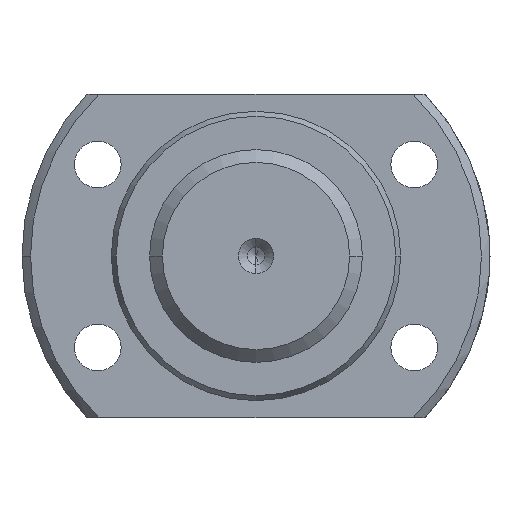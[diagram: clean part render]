
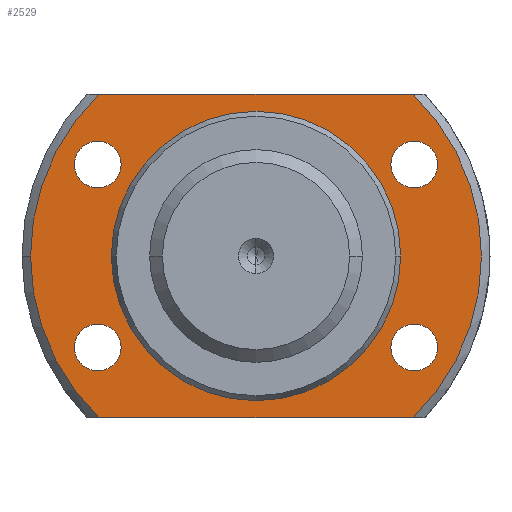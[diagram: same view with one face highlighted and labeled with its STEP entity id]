
A CAD part, left-side view. The second image highlights one B-rep face of the part: STEP entity #2529.
In plain terms, the highlighted planar face has unit normal (-1, 0, 0).
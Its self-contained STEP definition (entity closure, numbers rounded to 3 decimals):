
#32 = CIRCLE ( 'NONE', #1362, 2.75 ) ;
#47 = CIRCLE ( 'NONE', #1059, 26.5 ) ;
#130 = CARTESIAN_POINT ( 'NONE',  ( 12.5, -17., 19. ) ) ;
#156 = CARTESIAN_POINT ( 'NONE',  ( 12.5, -18.6, 10.75 ) ) ;
#179 = ORIENTED_EDGE ( 'NONE', *, *, #4730, .T. ) ;
#181 = FACE_OUTER_BOUND ( 'NONE', #1364, .T. ) ;
#232 = CARTESIAN_POINT ( 'NONE',  ( 12.5, -17., 0. ) ) ;
#275 = CARTESIAN_POINT ( 'NONE',  ( 12.5, -18.6, -10.75 ) ) ;
#364 = CIRCLE ( 'NONE', #2987, 17. ) ;
#402 = EDGE_LOOP ( 'NONE', ( #179, #1632 ) ) ;
#409 = CIRCLE ( 'NONE', #1031, 2.75 ) ;
#450 = CARTESIAN_POINT ( 'NONE',  ( 12.5, 18.473, 19. ) ) ;
#471 = DIRECTION ( 'NONE',  ( 1., 0., 0. ) ) ;
#473 = CARTESIAN_POINT ( 'NONE',  ( 12.5, 15.85, 10.75 ) ) ;
#488 = ORIENTED_EDGE ( 'NONE', *, *, #3553, .F. ) ;
#525 = DIRECTION ( 'NONE',  ( 0., 1., 0. ) ) ;
#535 = VERTEX_POINT ( 'NONE', #1733 ) ;
#541 = DIRECTION ( 'NONE',  ( 0., 1., 0. ) ) ;
#573 = AXIS2_PLACEMENT_3D ( 'NONE', #3494, #2034, #1273 ) ;
#575 = FACE_BOUND ( 'NONE', #972, .T. ) ;
#615 = EDGE_CURVE ( 'NONE', #2754, #4052, #3192, .T. ) ;
#675 = VERTEX_POINT ( 'NONE', #2909 ) ;
#729 = ORIENTED_EDGE ( 'NONE', *, *, #3218, .T. ) ;
#836 = EDGE_CURVE ( 'NONE', #1674, #675, #409, .T. ) ;
#972 = EDGE_LOOP ( 'NONE', ( #3135, #3164 ) ) ;
#979 = AXIS2_PLACEMENT_3D ( 'NONE', #3107, #2775, #541 ) ;
#1031 = AXIS2_PLACEMENT_3D ( 'NONE', #4002, #1379, #1771 ) ;
#1059 = AXIS2_PLACEMENT_3D ( 'NONE', #4433, #2650, #1121 ) ;
#1109 = EDGE_LOOP ( 'NONE', ( #2217, #729 ) ) ;
#1111 = ORIENTED_EDGE ( 'NONE', *, *, #3704, .F. ) ;
#1121 = DIRECTION ( 'NONE',  ( 0., 1., 0. ) ) ;
#1157 = LINE ( 'NONE', #130, #3221 ) ;
#1204 = CARTESIAN_POINT ( 'NONE',  ( 12.5, -18.473, -19. ) ) ;
#1205 = ORIENTED_EDGE ( 'NONE', *, *, #1700, .F. ) ;
#1273 = DIRECTION ( 'NONE',  ( 0., 1., 0. ) ) ;
#1332 = FACE_BOUND ( 'NONE', #1109, .T. ) ;
#1362 = AXIS2_PLACEMENT_3D ( 'NONE', #275, #2871, #4335 ) ;
#1364 = EDGE_LOOP ( 'NONE', ( #4322, #488, #1205, #1857, #1111 ) ) ;
#1379 = DIRECTION ( 'NONE',  ( 1., 0., 0. ) ) ;
#1400 = CARTESIAN_POINT ( 'NONE',  ( 12.5, -17., 0. ) ) ;
#1454 = AXIS2_PLACEMENT_3D ( 'NONE', #156, #1653, #3167 ) ;
#1535 = CARTESIAN_POINT ( 'NONE',  ( 12.5, 18.6, 10.75 ) ) ;
#1538 = AXIS2_PLACEMENT_3D ( 'NONE', #4771, #2484, #4694 ) ;
#1554 = CARTESIAN_POINT ( 'NONE',  ( 12.5, -21.35, 10.75 ) ) ;
#1632 = ORIENTED_EDGE ( 'NONE', *, *, #2911, .T. ) ;
#1644 = ORIENTED_EDGE ( 'NONE', *, *, #2733, .T. ) ;
#1653 = DIRECTION ( 'NONE',  ( 1., 0., 0. ) ) ;
#1658 = LINE ( 'NONE', #4633, #1774 ) ;
#1674 = VERTEX_POINT ( 'NONE', #4187 ) ;
#1687 = DIRECTION ( 'NONE',  ( 0., -1., 0. ) ) ;
#1700 = EDGE_CURVE ( 'NONE', #2832, #2869, #4354, .T. ) ;
#1733 = CARTESIAN_POINT ( 'NONE',  ( 12.5, -15.85, 10.75 ) ) ;
#1771 = DIRECTION ( 'NONE',  ( 0., 1., 0. ) ) ;
#1774 = VECTOR ( 'NONE', #1687, 1000. ) ;
#1821 = EDGE_CURVE ( 'NONE', #3242, #3554, #4044, .T. ) ;
#1857 = ORIENTED_EDGE ( 'NONE', *, *, #3790, .T. ) ;
#1879 = EDGE_CURVE ( 'NONE', #675, #1674, #32, .T. ) ;
#1924 = DIRECTION ( 'NONE',  ( 1., 0., 0. ) ) ;
#1941 = DIRECTION ( 'NONE',  ( 1., 0., 0. ) ) ;
#2034 = DIRECTION ( 'NONE',  ( 1., 0., 0. ) ) ;
#2111 = CARTESIAN_POINT ( 'NONE',  ( 12.5, 17., 0. ) ) ;
#2115 = DIRECTION ( 'NONE',  ( 1., 0., 0. ) ) ;
#2217 = ORIENTED_EDGE ( 'NONE', *, *, #1821, .T. ) ;
#2233 = AXIS2_PLACEMENT_3D ( 'NONE', #4076, #1941, #3035 ) ;
#2238 = VERTEX_POINT ( 'NONE', #1400 ) ;
#2484 = DIRECTION ( 'NONE',  ( 1., 0., 0. ) ) ;
#2526 = CARTESIAN_POINT ( 'NONE',  ( 12.5, 21.35, 10.75 ) ) ;
#2529 = ADVANCED_FACE ( 'NONE', ( #3498, #4614, #3555, #1332, #575, #181 ), #3171, .F. ) ;
#2537 = AXIS2_PLACEMENT_3D ( 'NONE', #3329, #3304, #2940 ) ;
#2623 = ORIENTED_EDGE ( 'NONE', *, *, #615, .T. ) ;
#2636 = DIRECTION ( 'NONE',  ( 0., -1., 0. ) ) ;
#2650 = DIRECTION ( 'NONE',  ( 1., 0., 0. ) ) ;
#2678 = CARTESIAN_POINT ( 'NONE',  ( 12.5, 21.35, -10.75 ) ) ;
#2733 = EDGE_CURVE ( 'NONE', #4052, #2754, #3979, .T. ) ;
#2754 = VERTEX_POINT ( 'NONE', #473 ) ;
#2775 = DIRECTION ( 'NONE',  ( 1., 0., 0. ) ) ;
#2816 = AXIS2_PLACEMENT_3D ( 'NONE', #4413, #3644, #3946 ) ;
#2829 = ORIENTED_EDGE ( 'NONE', *, *, #1879, .T. ) ;
#2832 = VERTEX_POINT ( 'NONE', #4121 ) ;
#2869 = VERTEX_POINT ( 'NONE', #3748 ) ;
#2871 = DIRECTION ( 'NONE',  ( 1., 0., 0. ) ) ;
#2882 = DIRECTION ( 'NONE',  ( 1., 0., 0. ) ) ;
#2890 = CARTESIAN_POINT ( 'NONE',  ( 12.5, 15.85, -10.75 ) ) ;
#2909 = CARTESIAN_POINT ( 'NONE',  ( 12.5, -15.85, -10.75 ) ) ;
#2911 = EDGE_CURVE ( 'NONE', #3231, #535, #3452, .T. ) ;
#2940 = DIRECTION ( 'NONE',  ( 0., 1., 0. ) ) ;
#2945 = VERTEX_POINT ( 'NONE', #2111 ) ;
#2987 = AXIS2_PLACEMENT_3D ( 'NONE', #3788, #471, #3770 ) ;
#3035 = DIRECTION ( 'NONE',  ( 0., 1., 0. ) ) ;
#3072 = CIRCLE ( 'NONE', #2537, 26.5 ) ;
#3107 = CARTESIAN_POINT ( 'NONE',  ( 12.5, -18.6, 10.75 ) ) ;
#3135 = ORIENTED_EDGE ( 'NONE', *, *, #4611, .T. ) ;
#3164 = ORIENTED_EDGE ( 'NONE', *, *, #3507, .T. ) ;
#3167 = DIRECTION ( 'NONE',  ( 0., 1., 0. ) ) ;
#3171 = PLANE ( 'NONE',  #3680 ) ;
#3192 = CIRCLE ( 'NONE', #4036, 2.75 ) ;
#3209 = VERTEX_POINT ( 'NONE', #1204 ) ;
#3218 = EDGE_CURVE ( 'NONE', #3554, #3242, #3607, .T. ) ;
#3221 = VECTOR ( 'NONE', #2636, 1000. ) ;
#3231 = VERTEX_POINT ( 'NONE', #1554 ) ;
#3242 = VERTEX_POINT ( 'NONE', #2678 ) ;
#3263 = EDGE_CURVE ( 'NONE', #4612, #3448, #1157, .T. ) ;
#3304 = DIRECTION ( 'NONE',  ( 1., 0., 0. ) ) ;
#3321 = DIRECTION ( 'NONE',  ( 0., 1., 0. ) ) ;
#3329 = CARTESIAN_POINT ( 'NONE',  ( 12.5, 0., 0. ) ) ;
#3448 = VERTEX_POINT ( 'NONE', #4572 ) ;
#3452 = CIRCLE ( 'NONE', #1454, 2.75 ) ;
#3494 = CARTESIAN_POINT ( 'NONE',  ( 12.5, 0., 0. ) ) ;
#3498 = FACE_BOUND ( 'NONE', #4117, .T. ) ;
#3507 = EDGE_CURVE ( 'NONE', #2238, #2945, #4457, .T. ) ;
#3553 = EDGE_CURVE ( 'NONE', #2869, #4612, #3072, .T. ) ;
#3554 = VERTEX_POINT ( 'NONE', #2890 ) ;
#3555 = FACE_BOUND ( 'NONE', #3947, .T. ) ;
#3573 = DIRECTION ( 'NONE',  ( 0., 1., 0. ) ) ;
#3607 = CIRCLE ( 'NONE', #2233, 2.75 ) ;
#3632 = CARTESIAN_POINT ( 'NONE',  ( 12.5, 18.6, 10.75 ) ) ;
#3644 = DIRECTION ( 'NONE',  ( 1., 0., 0. ) ) ;
#3656 = ORIENTED_EDGE ( 'NONE', *, *, #836, .T. ) ;
#3680 = AXIS2_PLACEMENT_3D ( 'NONE', #232, #2115, #3573 ) ;
#3704 = EDGE_CURVE ( 'NONE', #3448, #3209, #47, .T. ) ;
#3748 = CARTESIAN_POINT ( 'NONE',  ( 12.5, 26.5, 0. ) ) ;
#3770 = DIRECTION ( 'NONE',  ( 0., 1., 0. ) ) ;
#3788 = CARTESIAN_POINT ( 'NONE',  ( 12.5, 0., 0. ) ) ;
#3790 = EDGE_CURVE ( 'NONE', #2832, #3209, #1658, .T. ) ;
#3946 = DIRECTION ( 'NONE',  ( 0., 1., 0. ) ) ;
#3947 = EDGE_LOOP ( 'NONE', ( #2829, #3656 ) ) ;
#3979 = CIRCLE ( 'NONE', #4673, 2.75 ) ;
#4002 = CARTESIAN_POINT ( 'NONE',  ( 12.5, -18.6, -10.75 ) ) ;
#4036 = AXIS2_PLACEMENT_3D ( 'NONE', #3632, #2882, #3321 ) ;
#4044 = CIRCLE ( 'NONE', #2816, 2.75 ) ;
#4052 = VERTEX_POINT ( 'NONE', #2526 ) ;
#4076 = CARTESIAN_POINT ( 'NONE',  ( 12.5, 18.6, -10.75 ) ) ;
#4117 = EDGE_LOOP ( 'NONE', ( #1644, #2623 ) ) ;
#4121 = CARTESIAN_POINT ( 'NONE',  ( 12.5, 18.473, -19. ) ) ;
#4187 = CARTESIAN_POINT ( 'NONE',  ( 12.5, -21.35, -10.75 ) ) ;
#4322 = ORIENTED_EDGE ( 'NONE', *, *, #3263, .F. ) ;
#4335 = DIRECTION ( 'NONE',  ( 0., 1., 0. ) ) ;
#4354 = CIRCLE ( 'NONE', #573, 26.5 ) ;
#4413 = CARTESIAN_POINT ( 'NONE',  ( 12.5, 18.6, -10.75 ) ) ;
#4433 = CARTESIAN_POINT ( 'NONE',  ( 12.5, 0., 0. ) ) ;
#4456 = CIRCLE ( 'NONE', #979, 2.75 ) ;
#4457 = CIRCLE ( 'NONE', #1538, 17. ) ;
#4572 = CARTESIAN_POINT ( 'NONE',  ( 12.5, -18.473, 19. ) ) ;
#4611 = EDGE_CURVE ( 'NONE', #2945, #2238, #364, .T. ) ;
#4612 = VERTEX_POINT ( 'NONE', #450 ) ;
#4614 = FACE_BOUND ( 'NONE', #402, .T. ) ;
#4633 = CARTESIAN_POINT ( 'NONE',  ( 12.5, -17., -19. ) ) ;
#4673 = AXIS2_PLACEMENT_3D ( 'NONE', #1535, #1924, #525 ) ;
#4694 = DIRECTION ( 'NONE',  ( 0., 1., 0. ) ) ;
#4730 = EDGE_CURVE ( 'NONE', #535, #3231, #4456, .T. ) ;
#4771 = CARTESIAN_POINT ( 'NONE',  ( 12.5, 0., 0. ) ) ;
